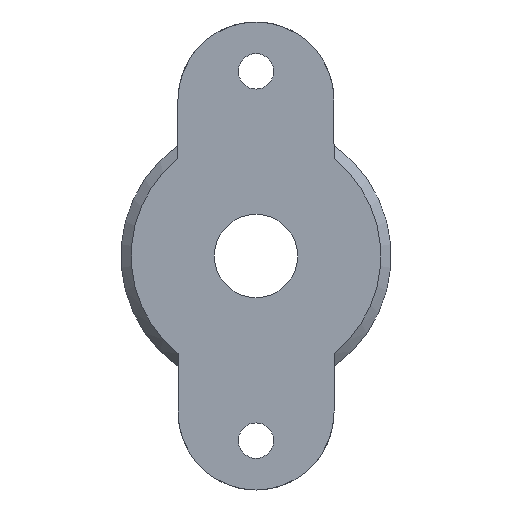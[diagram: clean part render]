
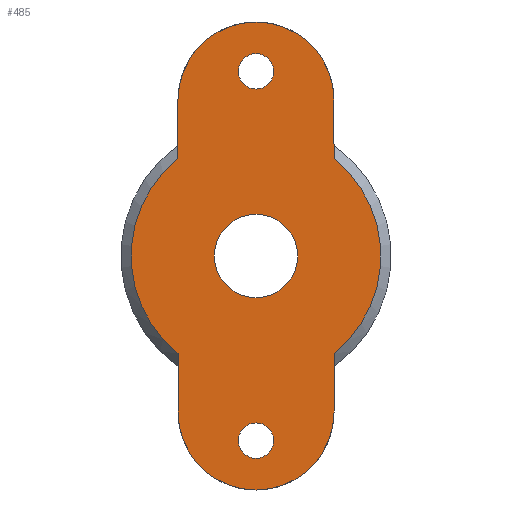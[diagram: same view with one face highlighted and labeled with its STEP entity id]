
A CAD part, front view. The second image highlights one B-rep face of the part: STEP entity #485.
In plain terms, the highlighted planar face has unit normal (0, -1, 0).
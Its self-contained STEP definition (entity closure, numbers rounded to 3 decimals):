
#29=LINE('',#1558,#50);
#30=LINE('',#1561,#51);
#31=LINE('',#1563,#52);
#32=LINE('',#1566,#53);
#50=VECTOR('',#653,10.);
#51=VECTOR('',#656,10.);
#52=VECTOR('',#657,10.);
#53=VECTOR('',#660,10.);
#76=PLANE('',#548);
#88=FACE_BOUND('',#188,.T.);
#89=FACE_BOUND('',#189,.T.);
#90=FACE_BOUND('',#190,.T.);
#101=CIRCLE('',#527,12.);
#104=CIRCLE('',#532,12.);
#113=CIRCLE('',#549,7.5);
#114=CIRCLE('',#550,7.5);
#115=CIRCLE('',#551,4.);
#116=CIRCLE('',#552,1.7);
#117=CIRCLE('',#553,1.7);
#152=FACE_OUTER_BOUND('',#187,.T.);
#187=EDGE_LOOP('',(#402,#403,#404,#405,#406,#407,#408,#409));
#188=EDGE_LOOP('',(#410));
#189=EDGE_LOOP('',(#411));
#190=EDGE_LOOP('',(#412));
#232=VERTEX_POINT('',#1479);
#235=VERTEX_POINT('',#1486);
#238=VERTEX_POINT('',#1498);
#241=VERTEX_POINT('',#1505);
#253=VERTEX_POINT('',#1557);
#254=VERTEX_POINT('',#1559);
#255=VERTEX_POINT('',#1562);
#256=VERTEX_POINT('',#1564);
#257=VERTEX_POINT('',#1567);
#258=VERTEX_POINT('',#1569);
#259=VERTEX_POINT('',#1571);
#285=EDGE_CURVE('',#235,#232,#101,.T.);
#292=EDGE_CURVE('',#241,#238,#104,.T.);
#313=EDGE_CURVE('',#235,#253,#29,.T.);
#314=EDGE_CURVE('',#254,#253,#113,.T.);
#315=EDGE_CURVE('',#254,#238,#30,.T.);
#316=EDGE_CURVE('',#241,#255,#31,.T.);
#317=EDGE_CURVE('',#256,#255,#114,.T.);
#318=EDGE_CURVE('',#256,#232,#32,.T.);
#319=EDGE_CURVE('',#257,#257,#115,.T.);
#320=EDGE_CURVE('',#258,#258,#116,.T.);
#321=EDGE_CURVE('',#259,#259,#117,.T.);
#402=ORIENTED_EDGE('',*,*,#313,.T.);
#403=ORIENTED_EDGE('',*,*,#314,.F.);
#404=ORIENTED_EDGE('',*,*,#315,.T.);
#405=ORIENTED_EDGE('',*,*,#292,.F.);
#406=ORIENTED_EDGE('',*,*,#316,.T.);
#407=ORIENTED_EDGE('',*,*,#317,.F.);
#408=ORIENTED_EDGE('',*,*,#318,.T.);
#409=ORIENTED_EDGE('',*,*,#285,.F.);
#410=ORIENTED_EDGE('',*,*,#319,.T.);
#411=ORIENTED_EDGE('',*,*,#320,.T.);
#412=ORIENTED_EDGE('',*,*,#321,.T.);
#485=ADVANCED_FACE('',(#152,#88,#89,#90),#76,.F.);
#527=AXIS2_PLACEMENT_3D('',#1490,#599,#600);
#532=AXIS2_PLACEMENT_3D('',#1509,#611,#612);
#548=AXIS2_PLACEMENT_3D('',#1556,#651,#652);
#549=AXIS2_PLACEMENT_3D('',#1560,#654,#655);
#550=AXIS2_PLACEMENT_3D('',#1565,#658,#659);
#551=AXIS2_PLACEMENT_3D('',#1568,#661,#662);
#552=AXIS2_PLACEMENT_3D('',#1570,#663,#664);
#553=AXIS2_PLACEMENT_3D('',#1572,#665,#666);
#599=DIRECTION('center_axis',(0.,1.,0.));
#600=DIRECTION('ref_axis',(1.,0.,0.));
#611=DIRECTION('center_axis',(0.,1.,0.));
#612=DIRECTION('ref_axis',(-1.,0.,0.));
#651=DIRECTION('center_axis',(0.,1.,0.));
#652=DIRECTION('ref_axis',(1.,0.,0.));
#653=DIRECTION('',(0.,0.,1.));
#654=DIRECTION('center_axis',(0.,1.,0.));
#655=DIRECTION('ref_axis',(0.707,0.,0.707));
#656=DIRECTION('',(0.,0.,-1.));
#657=DIRECTION('',(0.,0.,-1.));
#658=DIRECTION('center_axis',(0.,1.,0.));
#659=DIRECTION('ref_axis',(0.707,0.,-0.707));
#660=DIRECTION('',(0.,0.,1.));
#661=DIRECTION('center_axis',(0.,1.,0.));
#662=DIRECTION('ref_axis',(1.,0.,0.));
#663=DIRECTION('center_axis',(0.,1.,0.));
#664=DIRECTION('ref_axis',(0.,0.,1.));
#665=DIRECTION('center_axis',(0.,1.,0.));
#666=DIRECTION('ref_axis',(0.,0.,1.));
#1479=CARTESIAN_POINT('',(7.5,-3.,-9.367));
#1486=CARTESIAN_POINT('',(7.5,-3.,9.367));
#1490=CARTESIAN_POINT('Origin',(0.,-3.,0.));
#1498=CARTESIAN_POINT('',(-7.5,-3.,9.367));
#1505=CARTESIAN_POINT('',(-7.5,-3.,-9.367));
#1509=CARTESIAN_POINT('Origin',(0.,-3.,0.));
#1556=CARTESIAN_POINT('Origin',(0.,-3.,0.));
#1557=CARTESIAN_POINT('',(7.5,-3.,15.));
#1558=CARTESIAN_POINT('',(7.5,-3.,22.5));
#1559=CARTESIAN_POINT('',(-7.5,-3.,15.));
#1560=CARTESIAN_POINT('Origin',(0.,-3.,15.));
#1561=CARTESIAN_POINT('',(-7.5,-3.,-22.5));
#1562=CARTESIAN_POINT('',(-7.5,-3.,-15.));
#1563=CARTESIAN_POINT('',(-7.5,-3.,-22.5));
#1564=CARTESIAN_POINT('',(7.5,-3.,-15.));
#1565=CARTESIAN_POINT('Origin',(0.,-3.,-15.));
#1566=CARTESIAN_POINT('',(7.5,-3.,22.5));
#1567=CARTESIAN_POINT('',(-4.,-3.,0.));
#1568=CARTESIAN_POINT('Origin',(0.,-3.,0.));
#1569=CARTESIAN_POINT('',(0.,-3.,16.05));
#1570=CARTESIAN_POINT('Origin',(0.,-3.,17.75));
#1571=CARTESIAN_POINT('',(0.,-3.,-19.45));
#1572=CARTESIAN_POINT('Origin',(0.,-3.,-17.75));
